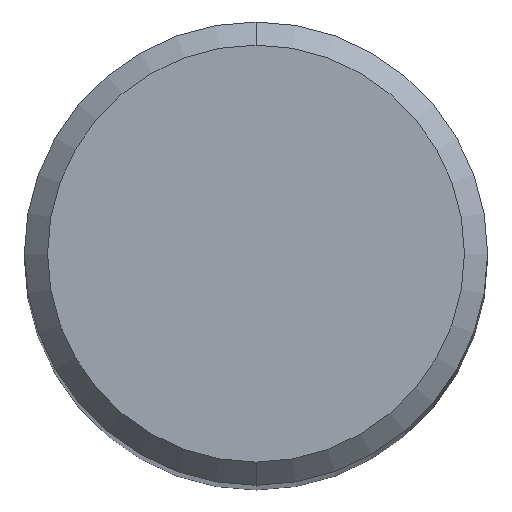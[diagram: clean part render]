
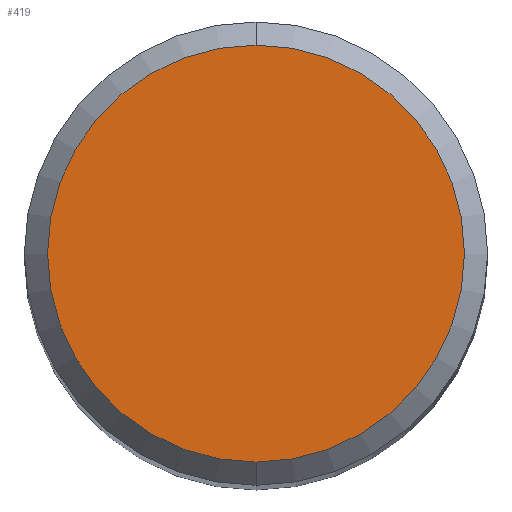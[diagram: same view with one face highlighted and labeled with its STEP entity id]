
A CAD part, top view. The second image highlights one B-rep face of the part: STEP entity #419.
In plain terms, the highlighted planar face has unit normal (0, 0, 1).
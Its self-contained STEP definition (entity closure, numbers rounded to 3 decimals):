
#401=EDGE_CURVE('',#809,#749,#1002,.T.);
#419=ADVANCED_FACE('',(#1023),#1024,.T.);
#587=EDGE_CURVE('',#749,#809,#1208,.T.);
#749=VERTEX_POINT('',#1383);
#809=VERTEX_POINT('',#1451);
#1002=CIRCLE('',#2145,4.5);
#1023=FACE_OUTER_BOUND('',#2169,.T.);
#1024=PLANE('',#2170);
#1208=CIRCLE('',#3766,4.5);
#1383=CARTESIAN_POINT('',(0.,-4.5,0.0));
#1451=CARTESIAN_POINT('',(0.0,4.5,0.0));
#2145=AXIS2_PLACEMENT_3D('',#7826,#7827,#7828);
#2169=EDGE_LOOP('',(#7864,#7865));
#2170=AXIS2_PLACEMENT_3D('',#7866,#7867,#7868);
#3766=AXIS2_PLACEMENT_3D('',#8063,#8064,#8065);
#7826=CARTESIAN_POINT('',(0.0,0.0,0.0));
#7827=DIRECTION('',(0.0,0.0,-1.0));
#7828=DIRECTION('',(0.0,1.0,0.0));
#7864=ORIENTED_EDGE('',*,*,#401,.F.);
#7865=ORIENTED_EDGE('',*,*,#587,.F.);
#7866=CARTESIAN_POINT('',(0.0,2.25,0.0));
#7867=DIRECTION('',(-0.0,0.0,1.0));
#7868=DIRECTION('',(0.0,-1.0,0.0));
#8063=CARTESIAN_POINT('',(0.0,0.0,0.0));
#8064=DIRECTION('',(0.0,0.0,-1.0));
#8065=DIRECTION('',(0.0,1.0,0.0));
